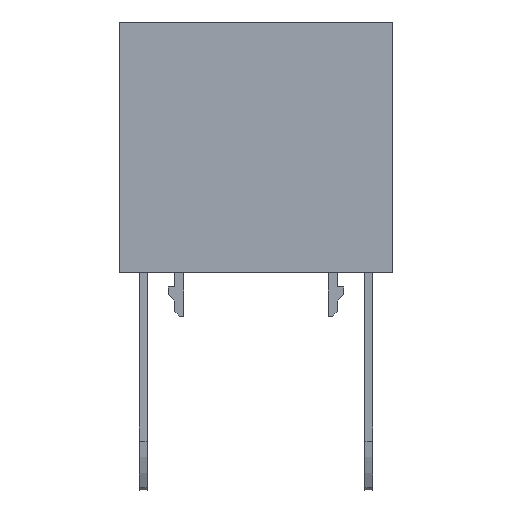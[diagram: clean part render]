
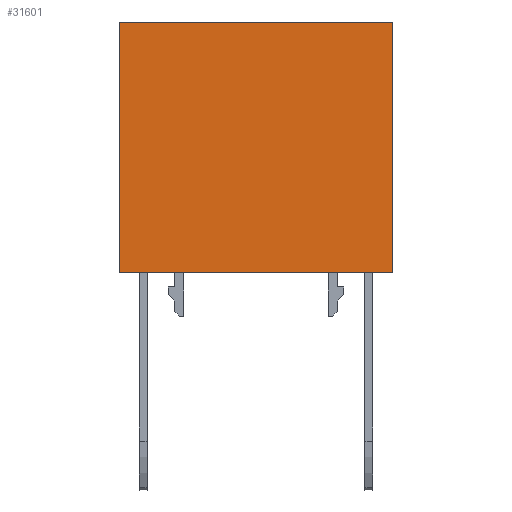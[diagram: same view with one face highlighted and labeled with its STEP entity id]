
A CAD part, front view. The second image highlights one B-rep face of the part: STEP entity #31601.
In plain terms, the highlighted planar face has unit normal (0, -1, 0).
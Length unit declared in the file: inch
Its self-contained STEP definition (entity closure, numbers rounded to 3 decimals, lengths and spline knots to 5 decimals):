
#14169=CARTESIAN_POINT('',(0.57185,-0.15748,0.54429));
#14170=VERTEX_POINT('',#14169);
#14185=CARTESIAN_POINT('',(-0.57185,-0.15748,0.54429));
#14186=VERTEX_POINT('',#14185);
#14193=CARTESIAN_POINT('',(0.57185,-0.15748,0.54429));
#14194=DIRECTION('',(-1.0,0.0,0.0));
#14195=VECTOR('',#14194,1.1437);
#14196=LINE('',#14193,#14195);
#14197=EDGE_CURVE('',#14170,#14186,#14196,.T.);
#31524=CARTESIAN_POINT('',(-0.57185,-0.15748,-0.50492));
#31525=VERTEX_POINT('',#31524);
#31533=CARTESIAN_POINT('',(0.57185,-0.15748,-0.50492));
#31534=VERTEX_POINT('',#31533);
#31541=CARTESIAN_POINT('',(-0.57185,-0.15748,-0.50492));
#31542=DIRECTION('',(1.0,0.0,0.0));
#31543=VECTOR('',#31542,1.1437);
#31544=LINE('',#31541,#31543);
#31545=EDGE_CURVE('',#31525,#31534,#31544,.T.);
#31573=CARTESIAN_POINT('',(0.57185,-0.15748,0.54429));
#31574=DIRECTION('',(0.0,0.0,-1.0));
#31575=VECTOR('',#31574,1.04921);
#31576=LINE('',#31573,#31575);
#31577=EDGE_CURVE('',#14170,#31534,#31576,.T.);
#31585=CARTESIAN_POINT('',(0.57185,-0.15748,0.0));
#31586=DIRECTION('',(0.0,-1.0,0.0));
#31587=DIRECTION('',(0.0,0.0,-1.0));
#31588=AXIS2_PLACEMENT_3D('',#31585,#31586,#31587);
#31589=PLANE('',#31588);
#31590=CARTESIAN_POINT('',(-0.57185,-0.15748,0.54429));
#31591=DIRECTION('',(0.0,0.0,-1.0));
#31592=VECTOR('',#31591,1.04921);
#31593=LINE('',#31590,#31592);
#31594=EDGE_CURVE('',#14186,#31525,#31593,.T.);
#31595=ORIENTED_EDGE('',*,*,#31594,.T.);
#31596=ORIENTED_EDGE('',*,*,#31545,.T.);
#31597=ORIENTED_EDGE('',*,*,#31577,.F.);
#31598=ORIENTED_EDGE('',*,*,#14197,.T.);
#31599=EDGE_LOOP('',(#31595,#31596,#31597,#31598));
#31600=FACE_OUTER_BOUND('',#31599,.T.);
#31601=ADVANCED_FACE('',(#31600),#31589,.T.);
